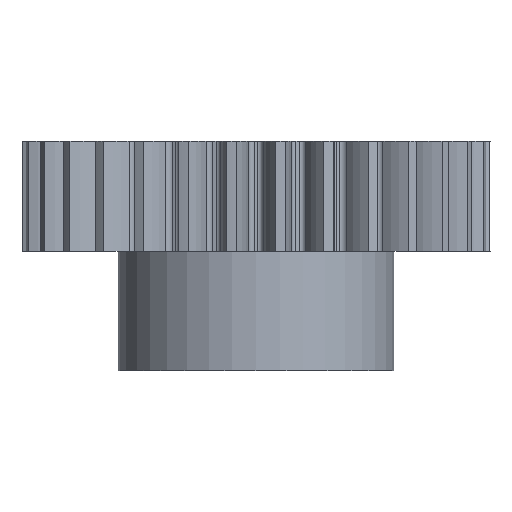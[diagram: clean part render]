
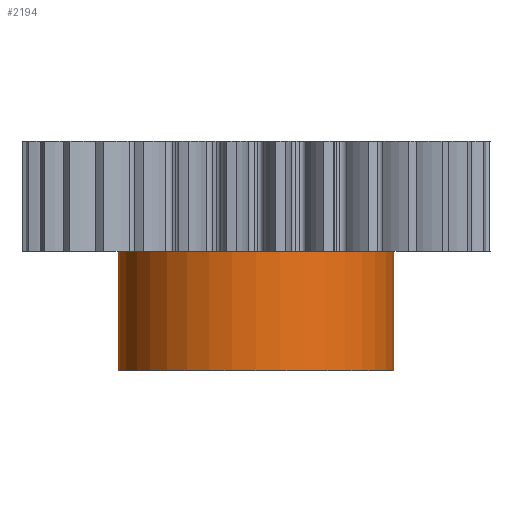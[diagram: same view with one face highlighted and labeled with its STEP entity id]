
A CAD part, front view. The second image highlights one B-rep face of the part: STEP entity #2194.
In plain terms, the highlighted cylindrical face has radius 15 mm (diameter 30 mm), a partial arc.
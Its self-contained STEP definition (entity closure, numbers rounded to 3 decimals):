
#187 = VERTEX_POINT ( 'NONE', #2706 ) ;
#188 = EDGE_CURVE ( 'NONE', #210, #187, #2561, .T. ) ;
#194 = EDGE_CURVE ( 'NONE', #211, #196, #2551, .T. ) ;
#196 = VERTEX_POINT ( 'NONE', #2688 ) ;
#210 = VERTEX_POINT ( 'NONE', #2589 ) ;
#211 = VERTEX_POINT ( 'NONE', #2588 ) ;
#2194 = ADVANCED_FACE ( 'NONE', ( #6413 ), #6460, .T. ) ;
#2195 = ORIENTED_EDGE ( 'NONE', *, *, #2198, .T. ) ;
#2196 = ORIENTED_EDGE ( 'NONE', *, *, #188, .T. ) ;
#2198 = EDGE_CURVE ( 'NONE', #211, #210, #6456, .T. ) ;
#2200 = ORIENTED_EDGE ( 'NONE', *, *, #3090, .F. ) ;
#2258 = ORIENTED_EDGE ( 'NONE', *, *, #194, .F. ) ;
#2262 = EDGE_LOOP ( 'NONE', ( #2258, #2195, #2196, #2200 ) ) ;
#2548 = DIRECTION ( 'NONE',  ( 0., 0., 1. ) ) ;
#2549 = VECTOR ( 'NONE', #2548, 1000. ) ;
#2550 = CARTESIAN_POINT ( 'NONE',  ( -15., 0., -13. ) ) ;
#2551 = LINE ( 'NONE', #2550, #2549 ) ;
#2558 = DIRECTION ( 'NONE',  ( 0., 0., 1. ) ) ;
#2559 = VECTOR ( 'NONE', #2558, 1000. ) ;
#2560 = CARTESIAN_POINT ( 'NONE',  ( 15., 0., -13. ) ) ;
#2561 = LINE ( 'NONE', #2560, #2559 ) ;
#2588 = CARTESIAN_POINT ( 'NONE',  ( -15., 0., -13. ) ) ;
#2589 = CARTESIAN_POINT ( 'NONE',  ( 15., 0., -13. ) ) ;
#2688 = CARTESIAN_POINT ( 'NONE',  ( -15., 0., 0. ) ) ;
#2706 = CARTESIAN_POINT ( 'NONE',  ( 15., 0., 0. ) ) ;
#3090 = EDGE_CURVE ( 'NONE', #196, #187, #7156, .T. ) ;
#6413 = FACE_OUTER_BOUND ( 'NONE', #2262, .T. ) ;
#6445 = DIRECTION ( 'NONE',  ( 0., 0., 1. ) ) ;
#6446 = CARTESIAN_POINT ( 'NONE',  ( 0., 0., -13. ) ) ;
#6447 = AXIS2_PLACEMENT_3D ( 'NONE', #6446, #6445, #6506 ) ;
#6451 = DIRECTION ( 'NONE',  ( 1., 0., 0. ) ) ;
#6452 = DIRECTION ( 'NONE',  ( 0., 0., 1. ) ) ;
#6453 = CARTESIAN_POINT ( 'NONE',  ( 0., 0., -13. ) ) ;
#6454 = AXIS2_PLACEMENT_3D ( 'NONE', #6453, #6452, #6451 ) ;
#6456 = CIRCLE ( 'NONE', #6447, 15. ) ;
#6460 = CYLINDRICAL_SURFACE ( 'NONE', #6454, 15. ) ;
#6506 = DIRECTION ( 'NONE',  ( 1., 0., 0. ) ) ;
#7100 = CARTESIAN_POINT ( 'NONE',  ( 0., 0., 0. ) ) ;
#7148 = DIRECTION ( 'NONE',  ( 1., 0., 0. ) ) ;
#7149 = DIRECTION ( 'NONE',  ( 0., 0., 1. ) ) ;
#7150 = AXIS2_PLACEMENT_3D ( 'NONE', #7100, #7149, #7148 ) ;
#7156 = CIRCLE ( 'NONE', #7150, 15. ) ;
